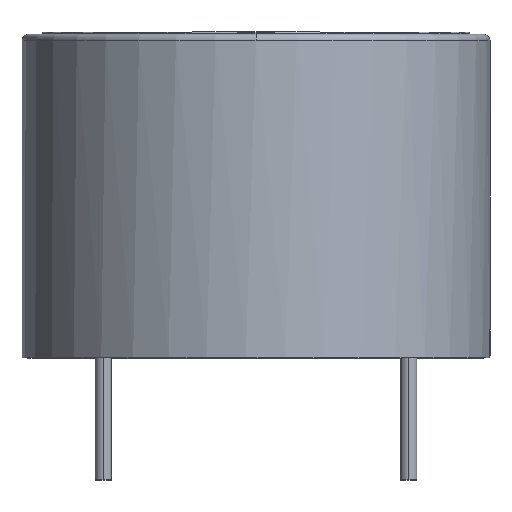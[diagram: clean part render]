
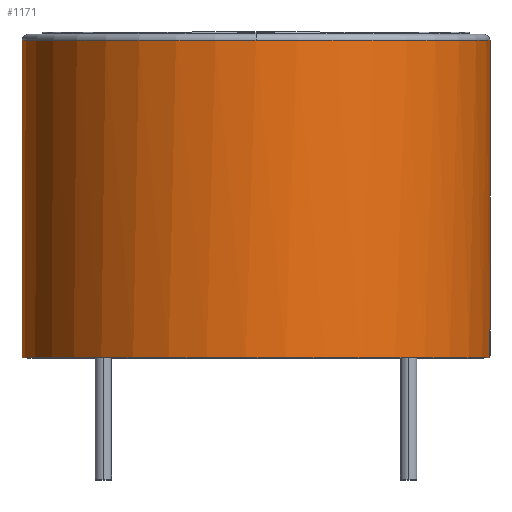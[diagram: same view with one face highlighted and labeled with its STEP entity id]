
A CAD part, top view. The second image highlights one B-rep face of the part: STEP entity #1171.
In plain terms, the highlighted cylindrical face has radius 11.5 mm (diameter 23 mm), a partial arc.
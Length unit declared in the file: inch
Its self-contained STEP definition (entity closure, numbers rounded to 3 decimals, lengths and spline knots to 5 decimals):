
#66 = CIRCLE ( 'NONE', #365, 0.45276 ) ;
#172 = CARTESIAN_POINT ( 'NONE',  ( 0., -0.01181, 0.45276 ) ) ;
#193 = ORIENTED_EDGE ( 'NONE', *, *, #419, .T. ) ;
#205 = DIRECTION ( 'NONE',  ( 0., -1., 0. ) ) ;
#211 = DIRECTION ( 'NONE',  ( -1., 0., 0. ) ) ;
#242 = EDGE_CURVE ( 'NONE', #801, #2081, #602, .T. ) ;
#267 = VECTOR ( 'NONE', #420, 39.37008 ) ;
#322 = DIRECTION ( 'NONE',  ( 0., 1., 0. ) ) ;
#365 = AXIS2_PLACEMENT_3D ( 'NONE', #1380, #1965, #211 ) ;
#419 = EDGE_CURVE ( 'NONE', #2227, #1003, #1718, .T. ) ;
#420 = DIRECTION ( 'NONE',  ( 0., 1., 0. ) ) ;
#426 = CARTESIAN_POINT ( 'NONE',  ( -0.45276, -0.62598, 0. ) ) ;
#471 = CIRCLE ( 'NONE', #1571, 0.45276 ) ;
#473 = DIRECTION ( 'NONE',  ( 0., -1., 0. ) ) ;
#532 = EDGE_CURVE ( 'NONE', #2214, #2081, #471, .T. ) ;
#545 = CARTESIAN_POINT ( 'NONE',  ( 0.45276, -0.62598, 0. ) ) ;
#602 = LINE ( 'NONE', #817, #267 ) ;
#684 = EDGE_CURVE ( 'NONE', #2406, #2456, #685, .T. ) ;
#685 = LINE ( 'NONE', #1468, #1857 ) ;
#761 = CIRCLE ( 'NONE', #2059, 0.45276 ) ;
#783 = DIRECTION ( 'NONE',  ( 0., 0., 1. ) ) ;
#801 = VERTEX_POINT ( 'NONE', #426 ) ;
#817 = CARTESIAN_POINT ( 'NONE',  ( -0.45276, -0.62598, 0. ) ) ;
#906 = ORIENTED_EDGE ( 'NONE', *, *, #532, .T. ) ;
#907 = CARTESIAN_POINT ( 'NONE',  ( 0.45276, -0.57087, 0. ) ) ;
#1003 = VERTEX_POINT ( 'NONE', #1270 ) ;
#1043 = DIRECTION ( 'NONE',  ( 0., 0., 1. ) ) ;
#1075 = EDGE_CURVE ( 'NONE', #1003, #2214, #1903, .T. ) ;
#1133 = ORIENTED_EDGE ( 'NONE', *, *, #684, .F. ) ;
#1171 = ADVANCED_FACE ( 'NONE', ( #2048 ), #1888, .T. ) ;
#1172 = VECTOR ( 'NONE', #2464, 39.37008 ) ;
#1173 = ORIENTED_EDGE ( 'NONE', *, *, #1318, .T. ) ;
#1202 = CARTESIAN_POINT ( 'NONE',  ( 0., -0.62598, 0. ) ) ;
#1212 = DIRECTION ( 'NONE',  ( 1., 0., 0. ) ) ;
#1270 = CARTESIAN_POINT ( 'NONE',  ( 0.45276, -0.01181, 0. ) ) ;
#1318 = EDGE_CURVE ( 'NONE', #801, #2456, #761, .T. ) ;
#1380 = CARTESIAN_POINT ( 'NONE',  ( 0., -0.57087, 0. ) ) ;
#1449 = CARTESIAN_POINT ( 'NONE',  ( -0.45276, -0.01181, 0. ) ) ;
#1468 = CARTESIAN_POINT ( 'NONE',  ( 0.45104, -0.62598, 0.03937 ) ) ;
#1491 = AXIS2_PLACEMENT_3D ( 'NONE', #2382, #473, #1043 ) ;
#1571 = AXIS2_PLACEMENT_3D ( 'NONE', #1780, #205, #783 ) ;
#1593 = ORIENTED_EDGE ( 'NONE', *, *, #242, .F. ) ;
#1718 = LINE ( 'NONE', #545, #1172 ) ;
#1737 = DIRECTION ( 'NONE',  ( 0., 1., 0. ) ) ;
#1772 = EDGE_CURVE ( 'NONE', #2227, #2406, #66, .T. ) ;
#1780 = CARTESIAN_POINT ( 'NONE',  ( 0., -0.01181, 0. ) ) ;
#1788 = ORIENTED_EDGE ( 'NONE', *, *, #1075, .T. ) ;
#1833 = CARTESIAN_POINT ( 'NONE',  ( 0.45104, -0.62598, 0.03937 ) ) ;
#1857 = VECTOR ( 'NONE', #2245, 39.37008 ) ;
#1888 = CYLINDRICAL_SURFACE ( 'NONE', #2189, 0.45276 ) ;
#1901 = CARTESIAN_POINT ( 'NONE',  ( 0., -0.62598, 0. ) ) ;
#1903 = CIRCLE ( 'NONE', #1491, 0.45276 ) ;
#1965 = DIRECTION ( 'NONE',  ( 0., -1., 0. ) ) ;
#2033 = ORIENTED_EDGE ( 'NONE', *, *, #1772, .F. ) ;
#2048 = FACE_OUTER_BOUND ( 'NONE', #2497, .T. ) ;
#2059 = AXIS2_PLACEMENT_3D ( 'NONE', #1202, #1737, #1212 ) ;
#2081 = VERTEX_POINT ( 'NONE', #1449 ) ;
#2189 = AXIS2_PLACEMENT_3D ( 'NONE', #1901, #322, #2459 ) ;
#2214 = VERTEX_POINT ( 'NONE', #172 ) ;
#2227 = VERTEX_POINT ( 'NONE', #907 ) ;
#2239 = CARTESIAN_POINT ( 'NONE',  ( 0.45104, -0.57087, 0.03937 ) ) ;
#2245 = DIRECTION ( 'NONE',  ( 0., -1., 0. ) ) ;
#2382 = CARTESIAN_POINT ( 'NONE',  ( 0., -0.01181, 0. ) ) ;
#2406 = VERTEX_POINT ( 'NONE', #2239 ) ;
#2456 = VERTEX_POINT ( 'NONE', #1833 ) ;
#2459 = DIRECTION ( 'NONE',  ( 1., 0., 0. ) ) ;
#2464 = DIRECTION ( 'NONE',  ( 0., 1., 0. ) ) ;
#2497 = EDGE_LOOP ( 'NONE', ( #1593, #1173, #1133, #2033, #193, #1788, #906 ) ) ;
